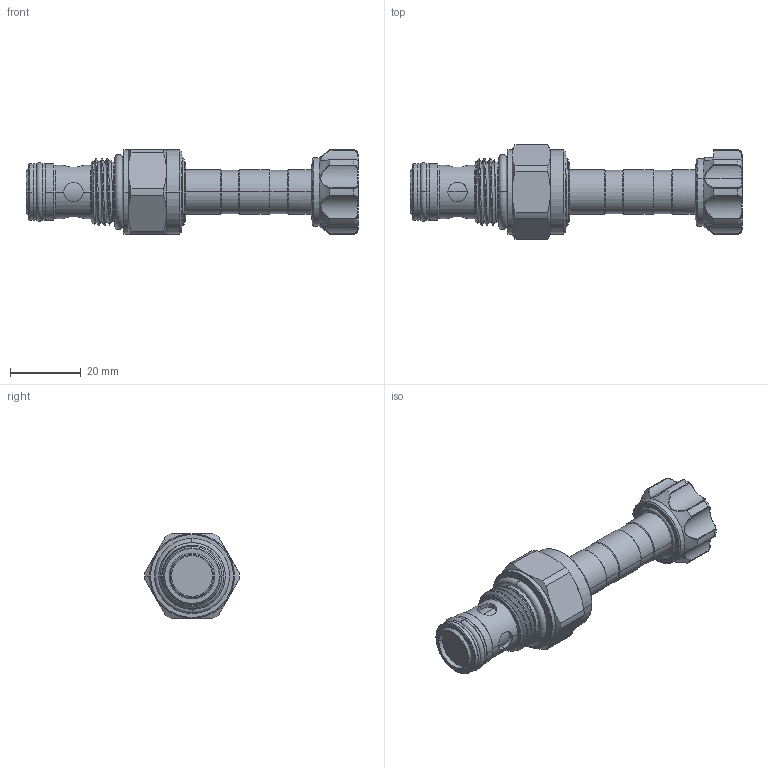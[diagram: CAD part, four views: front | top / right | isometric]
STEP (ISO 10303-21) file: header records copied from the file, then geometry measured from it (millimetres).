
FILE_DESCRIPTION (( 'STEP AP203' ), '1' );
FILE_NAME ('EP19E2A31N05.STEP', '2024-12-09T00:41:10', ( '' ), ( '' ), 'SwSTEP 2.0', 'SolidWorks 2018', '' );
FILE_SCHEMA (( 'CONFIG_CONTROL_DESIGN' ));
Length unit declared in the file: millimetre
Products named in the file (1): EP19E2A31N05
Bounding box: 93.85 x 26.7 x 24 mm (x, y, z)
Volume: 22632.8 mm3; surface area: 7595.9 mm2
Topology: 1 solids, 2 shells, 276 faces, 657 edges, 402 vertices
Faces by surface type: cylinder 118, cone 51, torus 37, bspline 37, plane 33
Entity records: 15419 total; most frequent: CARTESIAN_POINT 9269, ORIENTED_EDGE 1310, DIRECTION 1245, EDGE_CURVE 655, AXIS2_PLACEMENT_3D 542, VERTEX_POINT 402, CIRCLE 302, EDGE_LOOP 299
